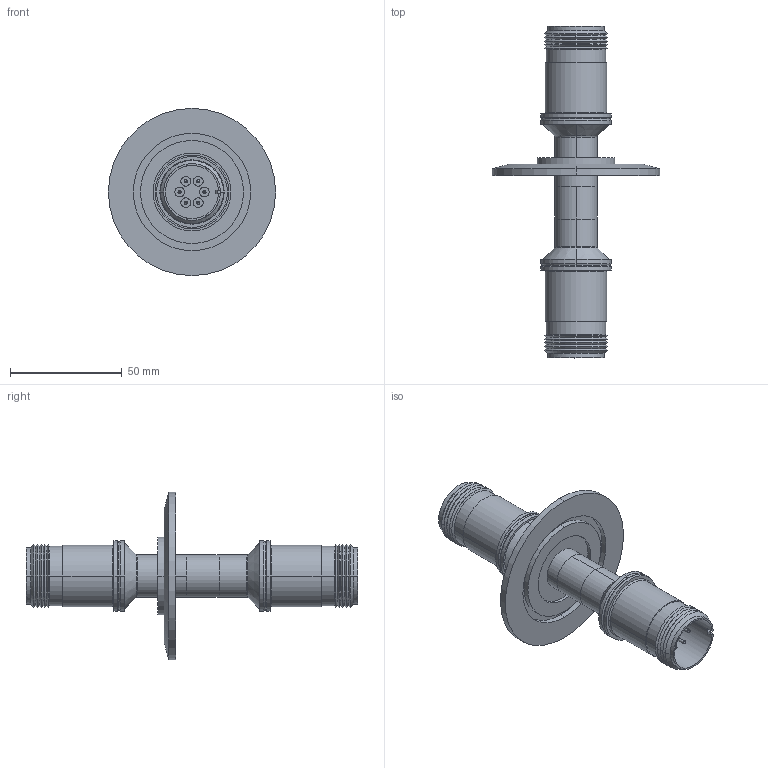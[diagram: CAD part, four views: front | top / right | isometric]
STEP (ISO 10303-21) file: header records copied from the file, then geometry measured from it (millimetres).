
FILE_DESCRIPTION (( 'STEP AP203' ), '1' );
FILE_NAME ('A2564-2-QF.STEP', '2013-03-18T18:58:51', ( '' ), ( '' ), 'SwSTEP 2.0', 'SolidWorks 2012', '' );
FILE_SCHEMA (( 'CONFIG_CONTROL_DESIGN' ));
Length unit declared in the file: inch
Products named in the file (1): A2564-2-QF
Bounding box: 74.93 x 148.72 x 74.93 mm (x, y, z)
Volume: 40597.6 mm3; surface area: 47975.8 mm2
Topology: 1 solids, 8 shells, 472 faces, 1077 edges, 677 vertices
Faces by surface type: cylinder 230, plane 108, cone 76, torus 58
Entity records: 14085 total; most frequent: CARTESIAN_POINT 2867, DIRECTION 2626, ORIENTED_EDGE 2106, AXIS2_PLACEMENT_3D 1140, EDGE_CURVE 1053, VERTEX_POINT 677, CIRCLE 667, EDGE_LOOP 596
